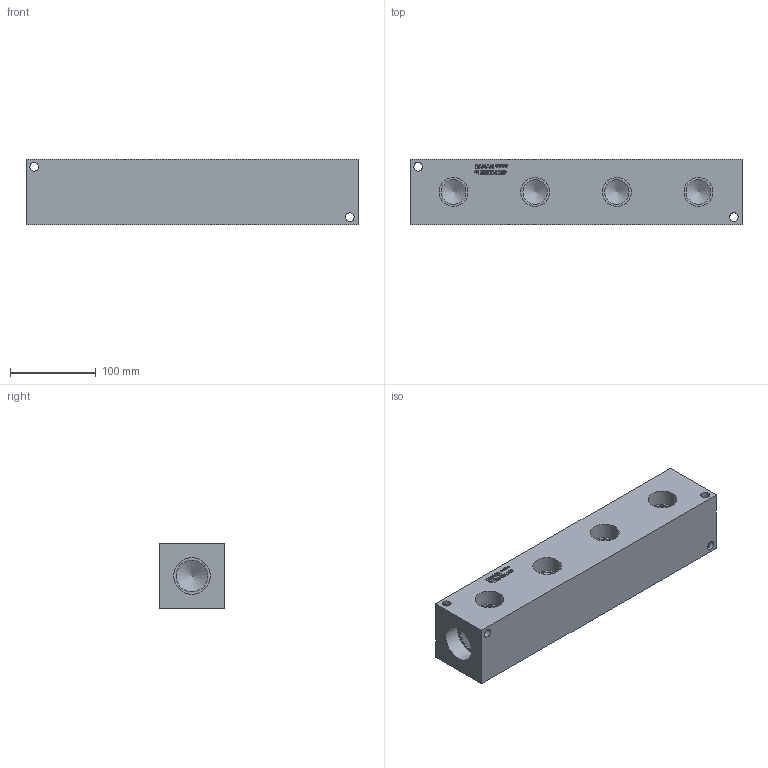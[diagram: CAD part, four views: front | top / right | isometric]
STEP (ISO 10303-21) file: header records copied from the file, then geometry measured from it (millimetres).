
FILE_DESCRIPTION(/* description */ (''),/* implementation_level */ '2;1');
FILE_NAME(/* name */ '_H0000416P.stp',/* time_stamp */ '2020-04-24T08:45:22-04:00',/* author */ ('alexanderw'),/* organization */ (''),/* preprocessor_version */ 'ST-DEVELOPER v17',/* originating_system */ 'Autodesk Inventor 2019',/* authorisation */ '');
FILE_SCHEMA (('AUTOMOTIVE_DESIGN { 1 0 10303 214 3 1 1 }'));
Length unit declared in the file: millimetre
Products named in the file (1): Part_AH0000416P_3D
Bounding box: 387.35 x 76.2 x 76.2 mm (x, y, z)
Volume: 2082891.8 mm3; surface area: 152979.4 mm2
Topology: 1 solids, 1 shells, 338 faces, 919 edges, 614 vertices
Faces by surface type: plane 228, bspline 84, cylinder 20, cone 6
Full cylindrical faces by diameter (mm): 10.312 x8, 28.575 x4, 33.706 x4, 36.906 x2, 42.469 x2
Entity records: 11325 total; most frequent: CARTESIAN_POINT 2958, ORIENTED_EDGE 1826, DIRECTION 1317, EDGE_CURVE 913, LINE 683, VECTOR 683, VERTEX_POINT 614, EDGE_LOOP 387
